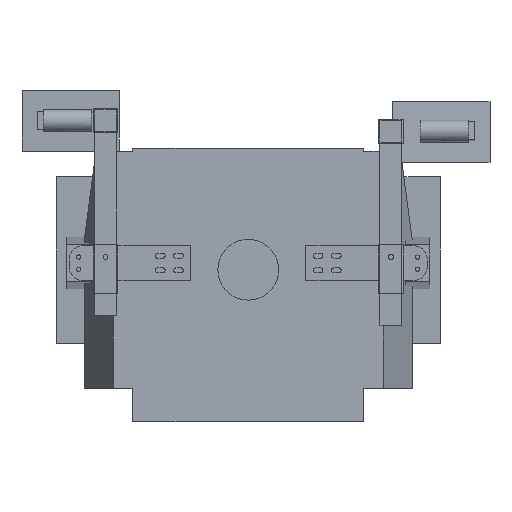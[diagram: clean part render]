
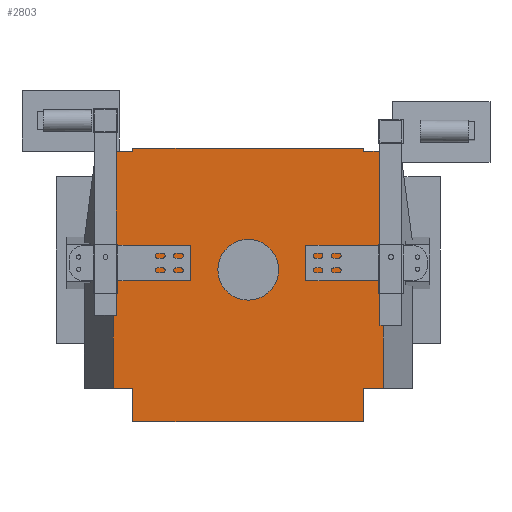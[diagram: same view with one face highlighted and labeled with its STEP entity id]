
A CAD part, front view. The second image highlights one B-rep face of the part: STEP entity #2803.
In plain terms, the highlighted planar face has unit normal (0, -1, 0).
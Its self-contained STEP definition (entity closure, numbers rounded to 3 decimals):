
#44 = CARTESIAN_POINT ( 'NONE',  ( -190., 0., -250. ) ) ;
#66 = VECTOR ( 'NONE', #1031, 1000. ) ;
#89 = CIRCLE ( 'NONE', #3022, 50. ) ;
#105 = ORIENTED_EDGE ( 'NONE', *, *, #5125, .T. ) ;
#147 = EDGE_CURVE ( 'NONE', #2728, #1839, #89, .T. ) ;
#224 = CARTESIAN_POINT ( 'NONE',  ( -222.684, 0., 195. ) ) ;
#314 = EDGE_CURVE ( 'NONE', #635, #4188, #4318, .T. ) ;
#366 = VECTOR ( 'NONE', #3628, 1000. ) ;
#412 = VECTOR ( 'NONE', #4154, 1000. ) ;
#418 = EDGE_CURVE ( 'NONE', #2326, #1658, #4053, .T. ) ;
#495 = VERTEX_POINT ( 'NONE', #2816 ) ;
#511 = DIRECTION ( 'NONE',  ( 0., 0., -1. ) ) ;
#518 = CARTESIAN_POINT ( 'NONE',  ( -190., 0., -195. ) ) ;
#541 = LINE ( 'NONE', #882, #366 ) ;
#556 = AXIS2_PLACEMENT_3D ( 'NONE', #4902, #896, #557 ) ;
#557 = DIRECTION ( 'NONE',  ( 0., 0., -1. ) ) ;
#600 = DIRECTION ( 'NONE',  ( 0., 0., -1. ) ) ;
#635 = VERTEX_POINT ( 'NONE', #3353 ) ;
#638 = EDGE_CURVE ( 'NONE', #635, #495, #4123, .T. ) ;
#652 = CARTESIAN_POINT ( 'NONE',  ( 190., 0., 200. ) ) ;
#666 = CARTESIAN_POINT ( 'NONE',  ( -190., 0., 200. ) ) ;
#678 = VECTOR ( 'NONE', #2472, 1000. ) ;
#701 = EDGE_CURVE ( 'NONE', #2962, #3615, #3873, .T. ) ;
#733 = CARTESIAN_POINT ( 'NONE',  ( 0., 0., -195. ) ) ;
#743 = CARTESIAN_POINT ( 'NONE',  ( -222.684, 0., -195. ) ) ;
#882 = CARTESIAN_POINT ( 'NONE',  ( 0., 0., 195. ) ) ;
#896 = DIRECTION ( 'NONE',  ( 0., -1., 0. ) ) ;
#994 = VERTEX_POINT ( 'NONE', #666 ) ;
#1022 = ORIENTED_EDGE ( 'NONE', *, *, #2731, .F. ) ;
#1031 = DIRECTION ( 'NONE',  ( 0., 0., -1. ) ) ;
#1041 = EDGE_CURVE ( 'NONE', #4188, #2497, #4240, .T. ) ;
#1067 = LINE ( 'NONE', #733, #3629 ) ;
#1132 = DIRECTION ( 'NONE',  ( 1., 0., 0. ) ) ;
#1158 = ORIENTED_EDGE ( 'NONE', *, *, #1260, .F. ) ;
#1234 = EDGE_CURVE ( 'NONE', #495, #2326, #2134, .T. ) ;
#1260 = EDGE_CURVE ( 'NONE', #1396, #994, #5050, .T. ) ;
#1267 = CARTESIAN_POINT ( 'NONE',  ( -190., 0., 200. ) ) ;
#1296 = PLANE ( 'NONE',  #556 ) ;
#1396 = VERTEX_POINT ( 'NONE', #2681 ) ;
#1497 = LINE ( 'NONE', #3059, #2141 ) ;
#1658 = VERTEX_POINT ( 'NONE', #518 ) ;
#1676 = DIRECTION ( 'NONE',  ( 1., 0., 0. ) ) ;
#1743 = CARTESIAN_POINT ( 'NONE',  ( -190., 0., -250. ) ) ;
#1839 = VERTEX_POINT ( 'NONE', #2959 ) ;
#1856 = VECTOR ( 'NONE', #1902, 1000. ) ;
#1890 = VERTEX_POINT ( 'NONE', #224 ) ;
#1901 = VECTOR ( 'NONE', #1676, 1000. ) ;
#1902 = DIRECTION ( 'NONE',  ( 1., 0., 0. ) ) ;
#2007 = ORIENTED_EDGE ( 'NONE', *, *, #1234, .F. ) ;
#2134 = LINE ( 'NONE', #1743, #412 ) ;
#2141 = VECTOR ( 'NONE', #1132, 1000. ) ;
#2274 = CARTESIAN_POINT ( 'NONE',  ( 222.684, 0., 195. ) ) ;
#2326 = VERTEX_POINT ( 'NONE', #44 ) ;
#2353 = CARTESIAN_POINT ( 'NONE',  ( 222.684, 0., -195. ) ) ;
#2360 = ORIENTED_EDGE ( 'NONE', *, *, #701, .F. ) ;
#2382 = EDGE_CURVE ( 'NONE', #994, #2962, #4416, .T. ) ;
#2416 = EDGE_LOOP ( 'NONE', ( #3734, #3769 ) ) ;
#2472 = DIRECTION ( 'NONE',  ( 0., 0., 1. ) ) ;
#2497 = VERTEX_POINT ( 'NONE', #4515 ) ;
#2613 = VECTOR ( 'NONE', #3039, 1000. ) ;
#2626 = DIRECTION ( 'NONE',  ( 0., 0., -1. ) ) ;
#2681 = CARTESIAN_POINT ( 'NONE',  ( -190., 0., 195. ) ) ;
#2709 = CARTESIAN_POINT ( 'NONE',  ( 0., 0., -50. ) ) ;
#2710 = ORIENTED_EDGE ( 'NONE', *, *, #638, .F. ) ;
#2728 = VERTEX_POINT ( 'NONE', #2709 ) ;
#2731 = EDGE_CURVE ( 'NONE', #3615, #2497, #1497, .T. ) ;
#2803 = ADVANCED_FACE ( 'NONE', ( #3332, #3305 ), #1296, .T. ) ;
#2816 = CARTESIAN_POINT ( 'NONE',  ( 190., 0., -250. ) ) ;
#2881 = CARTESIAN_POINT ( 'NONE',  ( -190., 0., 200. ) ) ;
#2903 = EDGE_LOOP ( 'NONE', ( #3711, #4422, #1022, #2360, #4453, #1158, #5028, #3223, #105, #5044, #2007, #2710 ) ) ;
#2959 = CARTESIAN_POINT ( 'NONE',  ( 0., 0., 50. ) ) ;
#2962 = VERTEX_POINT ( 'NONE', #4151 ) ;
#3022 = AXIS2_PLACEMENT_3D ( 'NONE', #4885, #4088, #511 ) ;
#3026 = CARTESIAN_POINT ( 'NONE',  ( -222.684, 0., 0. ) ) ;
#3039 = DIRECTION ( 'NONE',  ( 0., 0., -1. ) ) ;
#3059 = CARTESIAN_POINT ( 'NONE',  ( 0., 0., 195. ) ) ;
#3219 = EDGE_CURVE ( 'NONE', #1839, #2728, #3286, .T. ) ;
#3223 = ORIENTED_EDGE ( 'NONE', *, *, #4021, .T. ) ;
#3286 = CIRCLE ( 'NONE', #5131, 50. ) ;
#3305 = FACE_OUTER_BOUND ( 'NONE', #2903, .T. ) ;
#3332 = FACE_BOUND ( 'NONE', #2416, .T. ) ;
#3353 = CARTESIAN_POINT ( 'NONE',  ( 190., 0., -195. ) ) ;
#3363 = DIRECTION ( 'NONE',  ( 0., 0., 1. ) ) ;
#3367 = EDGE_CURVE ( 'NONE', #1890, #1396, #541, .T. ) ;
#3534 = DIRECTION ( 'NONE',  ( 1., 0., 0. ) ) ;
#3604 = VECTOR ( 'NONE', #3858, 1000. ) ;
#3615 = VERTEX_POINT ( 'NONE', #4354 ) ;
#3628 = DIRECTION ( 'NONE',  ( 1., 0., 0. ) ) ;
#3629 = VECTOR ( 'NONE', #3534, 1000. ) ;
#3711 = ORIENTED_EDGE ( 'NONE', *, *, #314, .T. ) ;
#3734 = ORIENTED_EDGE ( 'NONE', *, *, #3219, .F. ) ;
#3769 = ORIENTED_EDGE ( 'NONE', *, *, #147, .F. ) ;
#3858 = DIRECTION ( 'NONE',  ( 0., 0., 1. ) ) ;
#3873 = LINE ( 'NONE', #652, #2613 ) ;
#3935 = CARTESIAN_POINT ( 'NONE',  ( 0., 0., -195. ) ) ;
#4021 = EDGE_CURVE ( 'NONE', #1890, #4732, #4559, .T. ) ;
#4022 = VECTOR ( 'NONE', #2626, 1000. ) ;
#4053 = LINE ( 'NONE', #1267, #678 ) ;
#4088 = DIRECTION ( 'NONE',  ( 0., -1., 0. ) ) ;
#4123 = LINE ( 'NONE', #4603, #4022 ) ;
#4151 = CARTESIAN_POINT ( 'NONE',  ( 190., 0., 200. ) ) ;
#4154 = DIRECTION ( 'NONE',  ( -1., 0., 0. ) ) ;
#4188 = VERTEX_POINT ( 'NONE', #2353 ) ;
#4240 = LINE ( 'NONE', #2274, #3604 ) ;
#4318 = LINE ( 'NONE', #3935, #1856 ) ;
#4354 = CARTESIAN_POINT ( 'NONE',  ( 190., 0., 195. ) ) ;
#4416 = LINE ( 'NONE', #2881, #1901 ) ;
#4422 = ORIENTED_EDGE ( 'NONE', *, *, #1041, .T. ) ;
#4453 = ORIENTED_EDGE ( 'NONE', *, *, #2382, .F. ) ;
#4504 = CARTESIAN_POINT ( 'NONE',  ( -190., 0., 200. ) ) ;
#4515 = CARTESIAN_POINT ( 'NONE',  ( 222.684, 0., 195. ) ) ;
#4559 = LINE ( 'NONE', #3026, #66 ) ;
#4572 = CARTESIAN_POINT ( 'NONE',  ( 0., 0., 0. ) ) ;
#4603 = CARTESIAN_POINT ( 'NONE',  ( 190., 0., 200. ) ) ;
#4629 = DIRECTION ( 'NONE',  ( 0., -1., 0. ) ) ;
#4732 = VERTEX_POINT ( 'NONE', #743 ) ;
#4763 = VECTOR ( 'NONE', #3363, 1000. ) ;
#4885 = CARTESIAN_POINT ( 'NONE',  ( 0., 0., 0. ) ) ;
#4902 = CARTESIAN_POINT ( 'NONE',  ( 0., 0., 0. ) ) ;
#5028 = ORIENTED_EDGE ( 'NONE', *, *, #3367, .F. ) ;
#5044 = ORIENTED_EDGE ( 'NONE', *, *, #418, .F. ) ;
#5050 = LINE ( 'NONE', #4504, #4763 ) ;
#5125 = EDGE_CURVE ( 'NONE', #4732, #1658, #1067, .T. ) ;
#5131 = AXIS2_PLACEMENT_3D ( 'NONE', #4572, #4629, #600 ) ;
